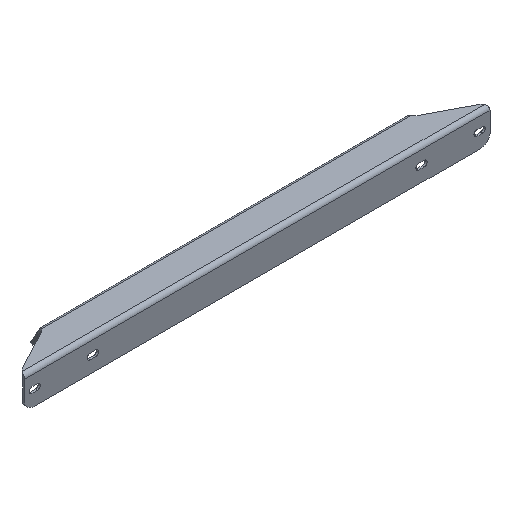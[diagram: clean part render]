
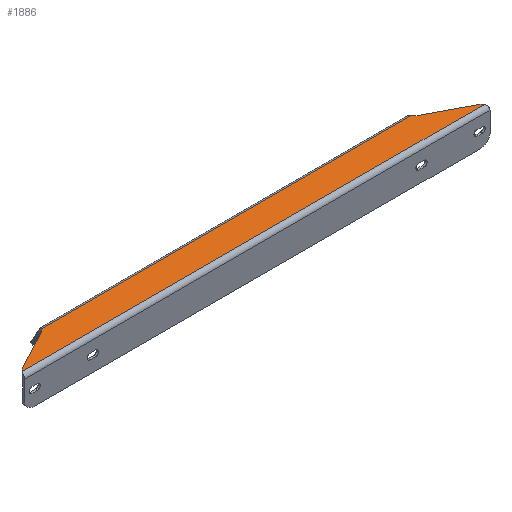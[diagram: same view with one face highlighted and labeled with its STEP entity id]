
A CAD part, isometric view. The second image highlights one B-rep face of the part: STEP entity #1886.
In plain terms, the highlighted planar face has unit normal (0, 0, 1).
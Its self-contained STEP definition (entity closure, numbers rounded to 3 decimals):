
#154 = LINE ( 'NONE', #4970, #2109 ) ;
#155 = DIRECTION ( 'NONE',  ( 0., 0., -1. ) ) ;
#262 = VECTOR ( 'NONE', #4289, 1000. ) ;
#403 = DIRECTION ( 'NONE',  ( -0.883, -0.469, 0. ) ) ;
#620 = EDGE_LOOP ( 'NONE', ( #8254, #6457, #7633, #2739, #7552, #6789, #6360, #3189 ) ) ;
#648 = CIRCLE ( 'NONE', #7826, 10. ) ;
#656 = EDGE_CURVE ( 'NONE', #4988, #2785, #2134, .T. ) ;
#717 = VERTEX_POINT ( 'NONE', #7163 ) ;
#739 = DIRECTION ( 'NONE',  ( -1., 0., 0. ) ) ;
#868 = CARTESIAN_POINT ( 'NONE',  ( -185.812, 25.717, 16. ) ) ;
#1003 = VERTEX_POINT ( 'NONE', #868 ) ;
#1307 = VERTEX_POINT ( 'NONE', #4198 ) ;
#1700 = AXIS2_PLACEMENT_3D ( 'NONE', #2262, #3691, #2909 ) ;
#1807 = CIRCLE ( 'NONE', #2984, 10. ) ;
#1886 = ADVANCED_FACE ( 'NONE', ( #5657 ), #4326, .F. ) ;
#1908 = CARTESIAN_POINT ( 'NONE',  ( -51.484, 97.007, 16. ) ) ;
#2018 = CARTESIAN_POINT ( 'NONE',  ( 190.5, 34.55, 16. ) ) ;
#2109 = VECTOR ( 'NONE', #5162, 1000. ) ;
#2134 = CIRCLE ( 'NONE', #1700, 10. ) ;
#2254 = EDGE_CURVE ( 'NONE', #5636, #1003, #648, .T. ) ;
#2262 = CARTESIAN_POINT ( 'NONE',  ( 220.5, -4.014, 16. ) ) ;
#2308 = CARTESIAN_POINT ( 'NONE',  ( -190.5, 34.55, 16. ) ) ;
#2477 = DIRECTION ( 'NONE',  ( -1., 0., 0. ) ) ;
#2732 = EDGE_CURVE ( 'NONE', #1307, #5636, #8661, .T. ) ;
#2739 = ORIENTED_EDGE ( 'NONE', *, *, #4952, .T. ) ;
#2760 = CARTESIAN_POINT ( 'NONE',  ( 228.49, 2., 16. ) ) ;
#2785 = VERTEX_POINT ( 'NONE', #5388 ) ;
#2909 = DIRECTION ( 'NONE',  ( -1., 0., 0. ) ) ;
#2957 = DIRECTION ( 'NONE',  ( -1., 0., 0. ) ) ;
#2984 = AXIS2_PLACEMENT_3D ( 'NONE', #2018, #6144, #6185 ) ;
#3189 = ORIENTED_EDGE ( 'NONE', *, *, #3331, .T. ) ;
#3204 = CARTESIAN_POINT ( 'NONE',  ( -230.5, 2., 16. ) ) ;
#3286 = AXIS2_PLACEMENT_3D ( 'NONE', #7120, #155, #2957 ) ;
#3319 = DIRECTION ( 'NONE',  ( 0., 0., 1. ) ) ;
#3331 = EDGE_CURVE ( 'NONE', #5761, #4583, #8760, .T. ) ;
#3691 = DIRECTION ( 'NONE',  ( 0., 0., 1. ) ) ;
#4198 = CARTESIAN_POINT ( 'NONE',  ( 182.51, 28.536, 16. ) ) ;
#4229 = DIRECTION ( 'NONE',  ( 0., 0., -1. ) ) ;
#4289 = DIRECTION ( 'NONE',  ( -1., 0., 0. ) ) ;
#4326 = PLANE ( 'NONE',  #3286 ) ;
#4421 = VECTOR ( 'NONE', #403, 1000. ) ;
#4538 = EDGE_CURVE ( 'NONE', #1003, #5761, #7408, .T. ) ;
#4583 = VERTEX_POINT ( 'NONE', #8191 ) ;
#4791 = AXIS2_PLACEMENT_3D ( 'NONE', #6787, #3319, #4822 ) ;
#4822 = DIRECTION ( 'NONE',  ( -1., 0., 0. ) ) ;
#4952 = EDGE_CURVE ( 'NONE', #717, #1307, #1807, .T. ) ;
#4970 = CARTESIAN_POINT ( 'NONE',  ( 51.484, 97.007, 16. ) ) ;
#4980 = CARTESIAN_POINT ( 'NONE',  ( 230.5, 28.536, 16. ) ) ;
#4988 = VERTEX_POINT ( 'NONE', #2760 ) ;
#5162 = DIRECTION ( 'NONE',  ( -0.883, 0.469, 0. ) ) ;
#5345 = LINE ( 'NONE', #3204, #8578 ) ;
#5388 = CARTESIAN_POINT ( 'NONE',  ( 225.188, 4.819, 16. ) ) ;
#5636 = VERTEX_POINT ( 'NONE', #6792 ) ;
#5657 = FACE_OUTER_BOUND ( 'NONE', #620, .T. ) ;
#5761 = VERTEX_POINT ( 'NONE', #6246 ) ;
#5966 = EDGE_CURVE ( 'NONE', #2785, #717, #154, .T. ) ;
#6144 = DIRECTION ( 'NONE',  ( 0., 0., -1. ) ) ;
#6185 = DIRECTION ( 'NONE',  ( -1., 0., 0. ) ) ;
#6246 = CARTESIAN_POINT ( 'NONE',  ( -225.188, 4.819, 16. ) ) ;
#6360 = ORIENTED_EDGE ( 'NONE', *, *, #4538, .T. ) ;
#6457 = ORIENTED_EDGE ( 'NONE', *, *, #656, .T. ) ;
#6719 = EDGE_CURVE ( 'NONE', #4988, #4583, #5345, .T. ) ;
#6787 = CARTESIAN_POINT ( 'NONE',  ( -220.5, -4.014, 16. ) ) ;
#6789 = ORIENTED_EDGE ( 'NONE', *, *, #2254, .T. ) ;
#6792 = CARTESIAN_POINT ( 'NONE',  ( -182.51, 28.536, 16. ) ) ;
#7120 = CARTESIAN_POINT ( 'NONE',  ( 0., 0., 16. ) ) ;
#7163 = CARTESIAN_POINT ( 'NONE',  ( 185.812, 25.717, 16. ) ) ;
#7408 = LINE ( 'NONE', #1908, #4421 ) ;
#7552 = ORIENTED_EDGE ( 'NONE', *, *, #2732, .T. ) ;
#7633 = ORIENTED_EDGE ( 'NONE', *, *, #5966, .T. ) ;
#7826 = AXIS2_PLACEMENT_3D ( 'NONE', #2308, #4229, #739 ) ;
#8191 = CARTESIAN_POINT ( 'NONE',  ( -228.49, 2., 16. ) ) ;
#8254 = ORIENTED_EDGE ( 'NONE', *, *, #6719, .F. ) ;
#8578 = VECTOR ( 'NONE', #2477, 1000. ) ;
#8661 = LINE ( 'NONE', #4980, #262 ) ;
#8760 = CIRCLE ( 'NONE', #4791, 10. ) ;
